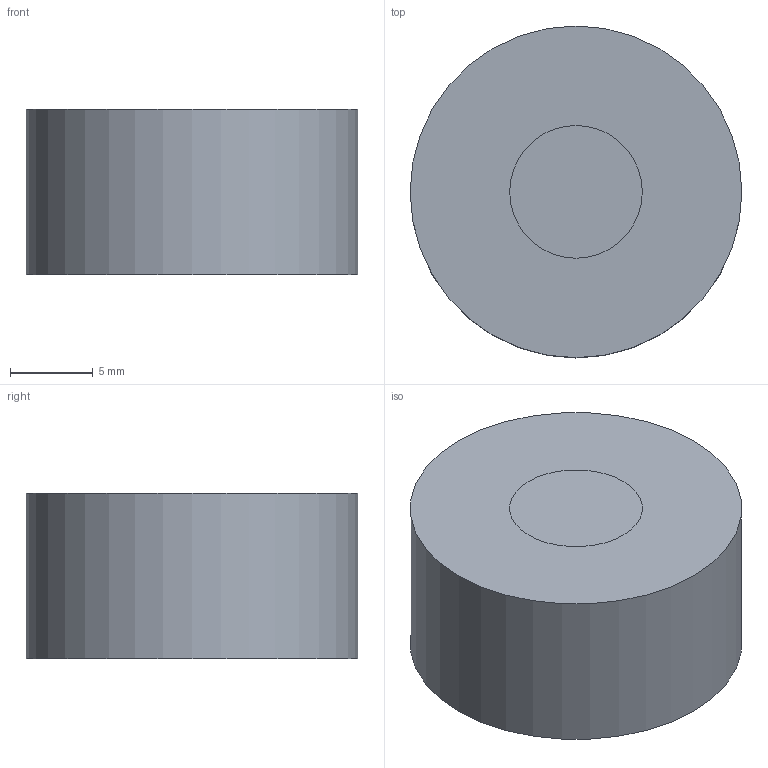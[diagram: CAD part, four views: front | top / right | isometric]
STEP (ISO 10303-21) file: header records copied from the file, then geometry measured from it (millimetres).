
FILE_DESCRIPTION(('FreeCAD Model'),'2;1');
FILE_NAME('2cil.step','2015-02-24T13:51:12', ('Author'),(''),'Open CASCADE STEP processor 6.7','FreeCAD','Unknown' );
FILE_SCHEMA(('AUTOMOTIVE_DESIGN_CC2 { 1 2 10303 214 -1 1 5 4 }'));
Length unit declared in the file: millimetre
Products named in the file (2): Cylinder002; Cut
Bounding box: 20 x 20 x 10 mm (x, y, z)
Volume: 3141.6 mm3; surface area: 1759.3 mm2
Topology: 2 solids, 2 shells, 7 faces, 9 edges, 6 vertices
Faces by surface type: plane 4, cylinder 3
Full cylindrical faces by diameter (mm): 8 x2, 20 x1
Entity records: 309 total; most frequent: DIRECTION 49, CARTESIAN_POINT 41, ORIENTED_EDGE 18, PCURVE 18, DEFINITIONAL_REPRESENTATION 18, LINE 15, VECTOR 15, AXIS2_PLACEMENT_3D 14
